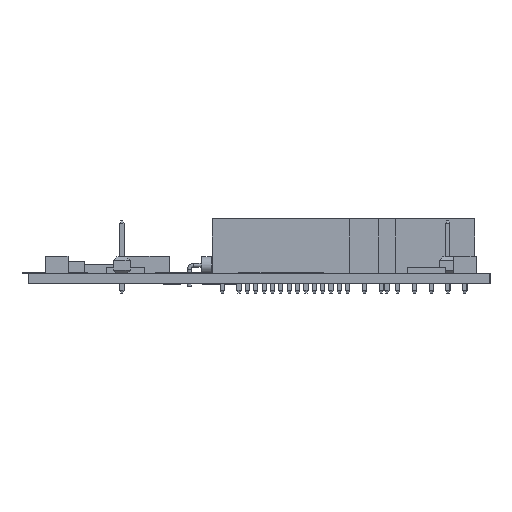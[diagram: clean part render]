
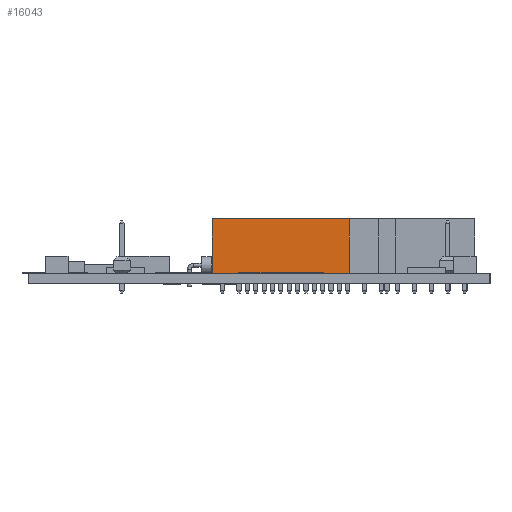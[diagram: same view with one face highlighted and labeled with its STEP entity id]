
A CAD part, left-side view. The second image highlights one B-rep face of the part: STEP entity #16043.
In plain terms, the highlighted face is planar.
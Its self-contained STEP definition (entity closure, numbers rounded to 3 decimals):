
#836=PLANE('',#17544);
#1718=FACE_OUTER_BOUND('',#2981,.T.);
#2981=EDGE_LOOP('',(#12680,#12681,#12682,#12683));
#4147=LINE('',#24454,#5874);
#4153=LINE('',#24466,#5880);
#4156=LINE('',#24471,#5883);
#4157=LINE('',#24473,#5884);
#5874=VECTOR('',#20160,1.);
#5880=VECTOR('',#20168,1.);
#5883=VECTOR('',#20175,1.);
#5884=VECTOR('',#20178,1.);
#7996=VERTEX_POINT('',#24451);
#7997=VERTEX_POINT('',#24453);
#7999=VERTEX_POINT('',#24459);
#8002=VERTEX_POINT('',#24464);
#9639=EDGE_CURVE('',#7996,#7997,#4147,.T.);
#9645=EDGE_CURVE('',#8002,#7999,#4153,.T.);
#9648=EDGE_CURVE('',#7997,#8002,#4156,.T.);
#9649=EDGE_CURVE('',#7996,#7999,#4157,.T.);
#12680=ORIENTED_EDGE('',*,*,#9649,.T.);
#12681=ORIENTED_EDGE('',*,*,#9645,.F.);
#12682=ORIENTED_EDGE('',*,*,#9648,.F.);
#12683=ORIENTED_EDGE('',*,*,#9639,.F.);
#16043=ADVANCED_FACE('',(#1718),#836,.F.);
#17544=AXIS2_PLACEMENT_3D('',#24472,#20176,#20177);
#20160=DIRECTION('',(-1.,0.,0.));
#20168=DIRECTION('',(1.,0.,0.));
#20175=DIRECTION('',(0.,0.,-1.));
#20176=DIRECTION('center_axis',(0.,-1.,0.));
#20177=DIRECTION('ref_axis',(0.,0.,-1.));
#20178=DIRECTION('',(0.,0.,-1.));
#24451=CARTESIAN_POINT('',(10.41,1.25,8.3));
#24453=CARTESIAN_POINT('',(-10.41,1.25,8.3));
#24454=CARTESIAN_POINT('',(0.,1.25,8.3));
#24459=CARTESIAN_POINT('',(10.41,1.25,0.));
#24464=CARTESIAN_POINT('',(-10.41,1.25,0.));
#24466=CARTESIAN_POINT('',(0.,1.25,0.));
#24471=CARTESIAN_POINT('',(-10.41,1.25,4.15));
#24472=CARTESIAN_POINT('Origin',(0.,1.25,4.15));
#24473=CARTESIAN_POINT('',(10.41,1.25,4.15));
